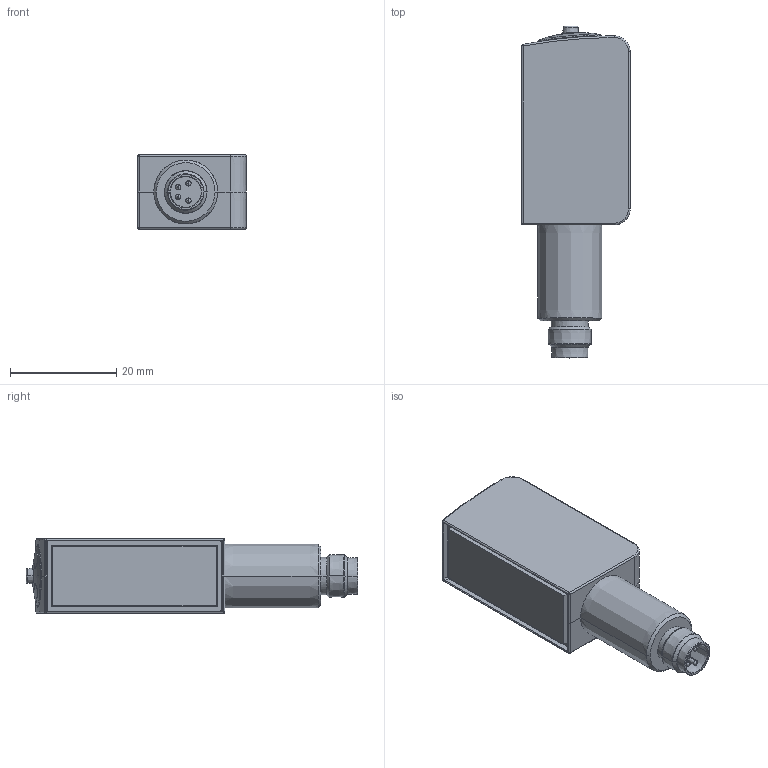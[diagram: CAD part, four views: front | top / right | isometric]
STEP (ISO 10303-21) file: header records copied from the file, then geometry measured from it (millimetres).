
FILE_DESCRIPTION((''),'2;1');
FILE_NAME('159668_ASM','2016-09-23T',('pdmadmin'),('BANNER ENGINEERING'),'PRO/ENGINEER BY PARAMETRIC TECHNOLOGY CORPORATION, 2016100','PRO/ENGINEER BY PARAMETRIC TECHNOLOGY CORPORATION, 2016100','');
FILE_SCHEMA(('CONFIG_CONTROL_DESIGN'));
Length unit declared in the file: millimetre
Products named in the file (2): 159668; 159668_ASM
Assembly tree (1 placements, depth 2):
  159668_ASM
    159668
Bounding box: 20.35 x 62.35 x 14 mm (x, y, z)
Volume: 12009.6 mm3; surface area: 4216.9 mm2
Topology: 1 solids, 1 shells, 155 faces, 337 edges, 194 vertices
Faces by surface type: bspline 38, cylinder 32, plane 31, torus 22, extrusion 18, cone 10, sphere 4
Entity records: 6921 total; most frequent: CARTESIAN_POINT 3791, ORIENTED_EDGE 674, DIRECTION 547, EDGE_CURVE 337, AXIS2_PLACEMENT_3D 204, VERTEX_POINT 194, EDGE_LOOP 165, FACE_OUTER_BOUND 155
